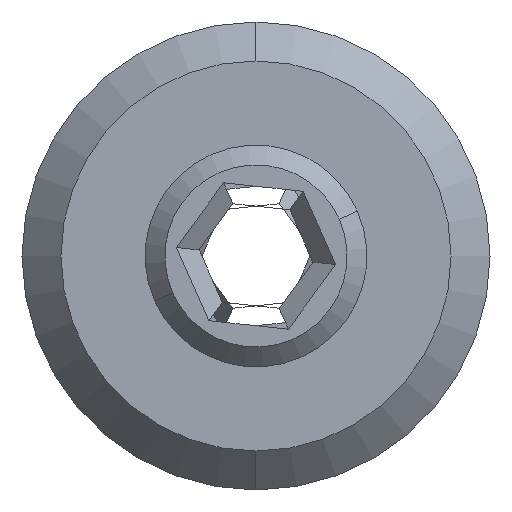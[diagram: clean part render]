
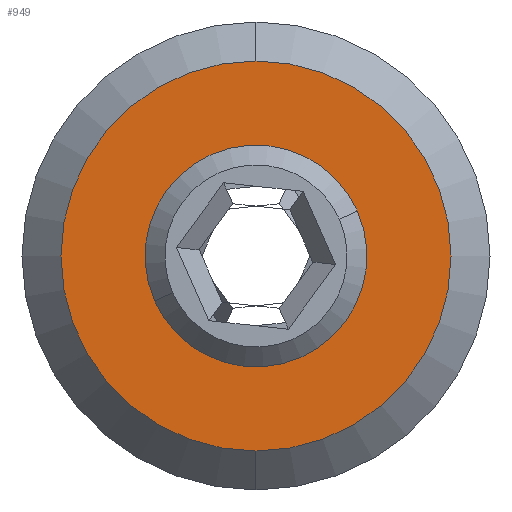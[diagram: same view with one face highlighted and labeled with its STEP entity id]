
A CAD part, left-side view. The second image highlights one B-rep face of the part: STEP entity #949.
In plain terms, the highlighted planar face has unit normal (-1, 0, 0).
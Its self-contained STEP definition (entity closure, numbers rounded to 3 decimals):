
#41 = ORIENTED_EDGE ( 'NONE', *, *, #1414, .T. ) ;
#68 = CIRCLE ( 'NONE', #958, 1.38 ) ;
#80 = VERTEX_POINT ( 'NONE', #962 ) ;
#85 = CIRCLE ( 'NONE', #791, 2.5 ) ;
#99 = VERTEX_POINT ( 'NONE', #981 ) ;
#177 = DIRECTION ( 'NONE',  ( 0., 0., -1. ) ) ;
#234 = DIRECTION ( 'NONE',  ( 1., 0., 0. ) ) ;
#281 = DIRECTION ( 'NONE',  ( 0., 0., -1. ) ) ;
#323 = DIRECTION ( 'NONE',  ( 1., 0., 0. ) ) ;
#336 = DIRECTION ( 'NONE',  ( -1., 0., 0. ) ) ;
#451 = CARTESIAN_POINT ( 'NONE',  ( -151.93, 1.665, 12.7 ) ) ;
#453 = AXIS2_PLACEMENT_3D ( 'NONE', #788, #786, #781 ) ;
#459 = DIRECTION ( 'NONE',  ( 0., 0., -1. ) ) ;
#482 = CIRCLE ( 'NONE', #1099, 1.38 ) ;
#577 = ORIENTED_EDGE ( 'NONE', *, *, #1374, .T. ) ;
#608 = EDGE_CURVE ( 'NONE', #777, #80, #746, .T. ) ;
#673 = CARTESIAN_POINT ( 'NONE',  ( -151.93, 1.665, 14.08 ) ) ;
#683 = VERTEX_POINT ( 'NONE', #673 ) ;
#710 = EDGE_LOOP ( 'NONE', ( #1351, #954 ) ) ;
#746 = CIRCLE ( 'NONE', #453, 2.5 ) ;
#777 = VERTEX_POINT ( 'NONE', #1442 ) ;
#781 = DIRECTION ( 'NONE',  ( 0., 0., -1. ) ) ;
#786 = DIRECTION ( 'NONE',  ( -1., 0., 0. ) ) ;
#788 = CARTESIAN_POINT ( 'NONE',  ( -151.93, 1.665, 12.7 ) ) ;
#791 = AXIS2_PLACEMENT_3D ( 'NONE', #451, #336, #459 ) ;
#949 = ADVANCED_FACE ( 'NONE', ( #1534, #1572 ), #1666, .F. ) ;
#954 = ORIENTED_EDGE ( 'NONE', *, *, #1384, .T. ) ;
#958 = AXIS2_PLACEMENT_3D ( 'NONE', #1430, #234, #177 ) ;
#962 = CARTESIAN_POINT ( 'NONE',  ( -151.93, 1.665, 15.2 ) ) ;
#981 = CARTESIAN_POINT ( 'NONE',  ( -151.93, 1.665, 11.32 ) ) ;
#1024 = CARTESIAN_POINT ( 'NONE',  ( -151.93, 1.665, 12.7 ) ) ;
#1052 = EDGE_LOOP ( 'NONE', ( #41, #577 ) ) ;
#1054 = DIRECTION ( 'NONE',  ( 1., 0., 0. ) ) ;
#1076 = DIRECTION ( 'NONE',  ( 0., 0., -1. ) ) ;
#1099 = AXIS2_PLACEMENT_3D ( 'NONE', #1121, #1054, #1076 ) ;
#1121 = CARTESIAN_POINT ( 'NONE',  ( -151.93, 1.665, 12.7 ) ) ;
#1351 = ORIENTED_EDGE ( 'NONE', *, *, #608, .T. ) ;
#1374 = EDGE_CURVE ( 'NONE', #683, #99, #482, .T. ) ;
#1384 = EDGE_CURVE ( 'NONE', #80, #777, #85, .T. ) ;
#1414 = EDGE_CURVE ( 'NONE', #99, #683, #68, .T. ) ;
#1430 = CARTESIAN_POINT ( 'NONE',  ( -151.93, 1.665, 12.7 ) ) ;
#1442 = CARTESIAN_POINT ( 'NONE',  ( -151.93, 1.665, 10.2 ) ) ;
#1534 = FACE_BOUND ( 'NONE', #1052, .T. ) ;
#1572 = FACE_OUTER_BOUND ( 'NONE', #710, .T. ) ;
#1579 = AXIS2_PLACEMENT_3D ( 'NONE', #1024, #323, #281 ) ;
#1666 = PLANE ( 'NONE',  #1579 ) ;
